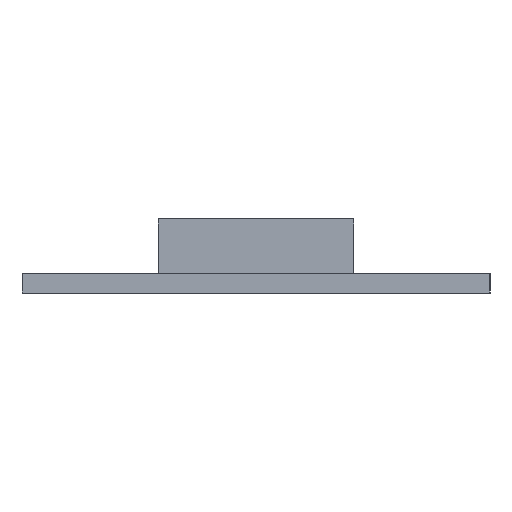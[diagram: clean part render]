
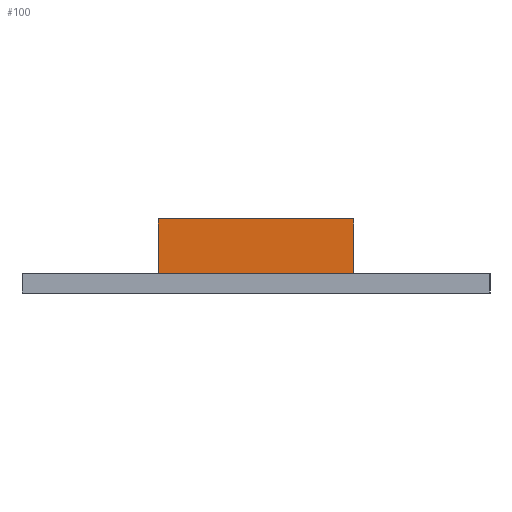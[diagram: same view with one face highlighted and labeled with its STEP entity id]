
A CAD part, left-side view. The second image highlights one B-rep face of the part: STEP entity #100.
In plain terms, the highlighted planar face has unit normal (-1, 0, 0).
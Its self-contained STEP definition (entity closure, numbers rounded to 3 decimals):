
#39=FACE_OUTER_BOUND('',#245,.T.);
#100=ADVANCED_FACE('',(#39),#161,.F.);
#161=PLANE('',#1123);
#245=EDGE_LOOP('',(#368,#369,#370,#371));
#368=ORIENTED_EDGE('',*,*,#689,.T.);
#369=ORIENTED_EDGE('',*,*,#740,.F.);
#370=ORIENTED_EDGE('',*,*,#741,.F.);
#371=ORIENTED_EDGE('',*,*,#742,.T.);
#592=VERTEX_POINT('',#1456);
#594=VERTEX_POINT('',#1459);
#640=VERTEX_POINT('',#1562);
#641=VERTEX_POINT('',#1564);
#689=EDGE_CURVE('',#594,#592,#833,.T.);
#740=EDGE_CURVE('',#640,#592,#884,.T.);
#741=EDGE_CURVE('',#641,#640,#885,.T.);
#742=EDGE_CURVE('',#641,#594,#886,.T.);
#833=LINE('',#1458,#977);
#884=LINE('',#1561,#1028);
#885=LINE('',#1563,#1029);
#886=LINE('',#1565,#1030);
#977=VECTOR('',#1185,1.);
#1028=VECTOR('',#1248,1.);
#1029=VECTOR('',#1249,1.);
#1030=VECTOR('',#1250,1.);
#1123=AXIS2_PLACEMENT_3D('',#1566,#1251,#1252);
#1185=DIRECTION('',(0.,-1.,0.));
#1248=DIRECTION('',(0.,0.,-1.));
#1249=DIRECTION('',(0.,-1.,0.));
#1250=DIRECTION('',(0.,0.,-1.));
#1251=DIRECTION('',(1.,0.,0.));
#1252=DIRECTION('',(0.,0.,-1.));
#1456=CARTESIAN_POINT('',(18.333,3.5,0.5));
#1458=CARTESIAN_POINT('',(18.333,8.5,0.5));
#1459=CARTESIAN_POINT('',(18.333,8.5,0.5));
#1561=CARTESIAN_POINT('',(18.333,3.5,1.9));
#1562=CARTESIAN_POINT('',(18.333,3.5,1.9));
#1563=CARTESIAN_POINT('',(18.333,8.5,1.9));
#1564=CARTESIAN_POINT('',(18.333,8.5,1.9));
#1565=CARTESIAN_POINT('',(18.333,8.5,1.9));
#1566=CARTESIAN_POINT('',(18.333,8.5,1.9));
